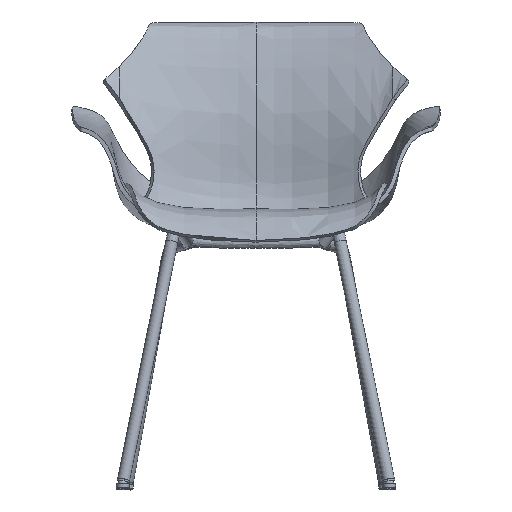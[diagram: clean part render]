
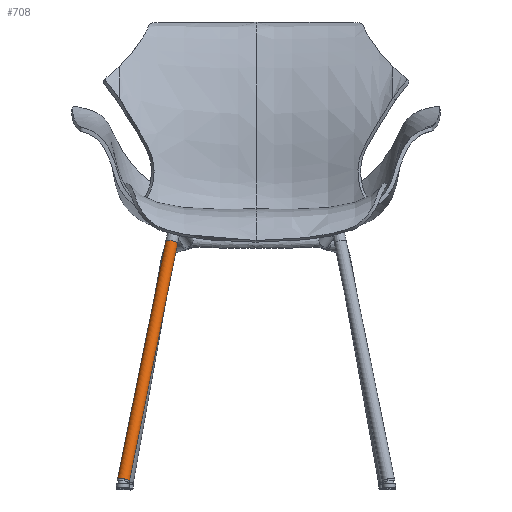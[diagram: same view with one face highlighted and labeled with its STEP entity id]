
A CAD part, front view. The second image highlights one B-rep face of the part: STEP entity #708.
In plain terms, the highlighted cylindrical face has radius 10 mm (diameter 20 mm), a full revolution.
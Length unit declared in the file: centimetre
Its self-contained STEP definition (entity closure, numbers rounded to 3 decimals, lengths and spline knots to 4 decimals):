
#157=(
BOUNDED_CURVE()
B_SPLINE_CURVE(2,(#31143,#31144,#31145,#31146,#31147,#31148,#31149,#31150,
#31151),.UNSPECIFIED.,.T.,.F.)
B_SPLINE_CURVE_WITH_KNOTS((3,2,2,2,3),(0.,15.708,31.4159,
47.1239,62.8319),.UNSPECIFIED.)
CURVE()
GEOMETRIC_REPRESENTATION_ITEM()
RATIONAL_B_SPLINE_CURVE((1.,0.707,1.,0.707,1.,0.707,
1.,0.707,1.))
REPRESENTATION_ITEM('')
);
#159=(
BOUNDED_CURVE()
B_SPLINE_CURVE(3,(#31163,#31164,#31165,#31166),.UNSPECIFIED.,.F.,.F.)
B_SPLINE_CURVE_WITH_KNOTS((4,4),(0.,404.5275),.UNSPECIFIED.)
CURVE()
GEOMETRIC_REPRESENTATION_ITEM()
RATIONAL_B_SPLINE_CURVE((1.,1.,1.,1.))
REPRESENTATION_ITEM('')
);
#162=(
BOUNDED_CURVE()
B_SPLINE_CURVE(2,(#31193,#31194,#31195,#31196,#31197,#31198,#31199,#31200,
#31201,#31202,#31203),.UNSPECIFIED.,.T.,.F.)
B_SPLINE_CURVE_WITH_KNOTS((3,2,2,2,2,3),(0.,15.708,31.0863,
31.4159,47.1239,62.8319),.UNSPECIFIED.)
CURVE()
GEOMETRIC_REPRESENTATION_ITEM()
RATIONAL_B_SPLINE_CURVE((1.,0.707,1.,0.713,0.988,
0.994,1.,0.707,1.,0.707,1.))
REPRESENTATION_ITEM('')
);
#236=CYLINDRICAL_SURFACE('',#2355,1.);
#708=ADVANCED_FACE('',(#865),#236,.T.);
#865=FACE_OUTER_BOUND('',#1030,.T.);
#1030=EDGE_LOOP('',(#1385,#1386,#1387,#1388));
#1385=ORIENTED_EDGE('',*,*,#1791,.T.);
#1386=ORIENTED_EDGE('',*,*,#1788,.T.);
#1387=ORIENTED_EDGE('',*,*,#1786,.F.);
#1388=ORIENTED_EDGE('',*,*,#1788,.F.);
#1786=EDGE_CURVE('',#2147,#2147,#157,.T.);
#1788=EDGE_CURVE('',#2141,#2147,#159,.T.);
#1791=EDGE_CURVE('',#2141,#2141,#162,.T.);
#2141=VERTEX_POINT('',#31070);
#2147=VERTEX_POINT('',#31076);
#2355=AXIS2_PLACEMENT_3D('',#31068,#2461,$);
#2461=DIRECTION('',(0.196,0.15,0.969));
#31068=CARTESIAN_POINT('',(-17.8293,4.9697,-19.5125));
#31070=CARTESIAN_POINT('',(-22.777,1.9434,-38.9153));
#31076=CARTESIAN_POINT('',(-14.8419,7.996,0.2871));
#31143=CARTESIAN_POINT('',(-14.8419,7.996,0.2871));
#31144=CARTESIAN_POINT('',(-14.8122,7.0072,0.4337));
#31145=CARTESIAN_POINT('',(-13.8321,7.0072,0.2353));
#31146=CARTESIAN_POINT('',(-12.852,7.0072,0.0369));
#31147=CARTESIAN_POINT('',(-12.8817,7.996,-0.1097));
#31148=CARTESIAN_POINT('',(-12.9113,8.9847,-0.2564));
#31149=CARTESIAN_POINT('',(-13.8915,8.9847,-0.058));
#31150=CARTESIAN_POINT('',(-14.8716,8.9847,0.1404));
#31151=CARTESIAN_POINT('',(-14.8419,7.996,0.2871));
#31163=CARTESIAN_POINT('',(-22.777,1.9434,-38.9153));
#31164=CARTESIAN_POINT('',(-20.132,3.9609,-25.8478));
#31165=CARTESIAN_POINT('',(-17.487,5.9785,-12.7804));
#31166=CARTESIAN_POINT('',(-14.8419,7.996,0.2871));
#31193=CARTESIAN_POINT('',(-22.777,1.9434,-38.9153));
#31194=CARTESIAN_POINT('',(-22.7474,0.9547,-38.7687));
#31195=CARTESIAN_POINT('',(-21.7672,0.9547,-38.967));
#31196=CARTESIAN_POINT('',(-20.8159,0.9547,-39.1596));
#31197=CARTESIAN_POINT('',(-20.8163,1.9139,-39.3076));
#31198=CARTESIAN_POINT('',(-20.8163,1.9287,-39.3099));
#31199=CARTESIAN_POINT('',(-20.8168,1.9434,-39.3121));
#31200=CARTESIAN_POINT('',(-20.8465,2.9322,-39.4587));
#31201=CARTESIAN_POINT('',(-21.8266,2.9322,-39.2603));
#31202=CARTESIAN_POINT('',(-22.8067,2.9322,-39.0619));
#31203=CARTESIAN_POINT('',(-22.777,1.9434,-38.9153));
